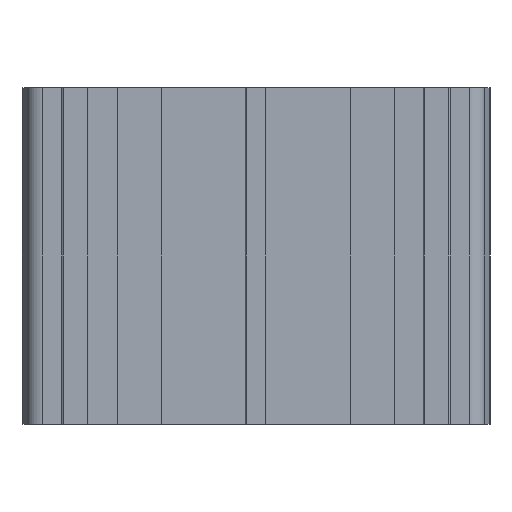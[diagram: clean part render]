
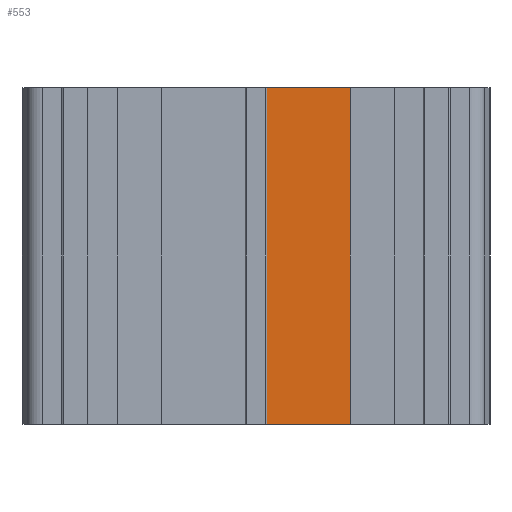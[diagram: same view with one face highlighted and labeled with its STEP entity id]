
A CAD part, front view. The second image highlights one B-rep face of the part: STEP entity #553.
In plain terms, the highlighted planar face has unit normal (0, -1, 0).
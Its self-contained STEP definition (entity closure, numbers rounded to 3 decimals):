
#553=ADVANCED_FACE('',(#1922),#1924,.T.);
#1922=FACE_BOUND('',#1923,.T.);
#1923=EDGE_LOOP('',(#3208,#3209,#3210,#3211));
#1924=PLANE('',#1925);
#1925=AXIS2_PLACEMENT_3D('',#1926,#1927,#1928);
#1926=CARTESIAN_POINT('',(0.95,2.95,0.));
#1927=DIRECTION('',(0.,-1.,0.));
#1928=DIRECTION('',(1.,0.,0.));
#3208=ORIENTED_EDGE('',*,*,#3691,.T.);
#3209=ORIENTED_EDGE('',*,*,#4013,.T.);
#3210=ORIENTED_EDGE('',*,*,#3908,.F.);
#3211=ORIENTED_EDGE('',*,*,#4014,.F.);
#3691=EDGE_CURVE('',#4224,#4222,#4225,.T.);
#3908=EDGE_CURVE('',#4656,#4658,#4659,.T.);
#4013=EDGE_CURVE('',#4222,#4658,#4816,.T.);
#4014=EDGE_CURVE('',#4224,#4656,#4817,.T.);
#4222=VERTEX_POINT('',#5148);
#4224=VERTEX_POINT('',#5152);
#4225=LINE('',#5153,#5154);
#4656=VERTEX_POINT('',#6121);
#4658=VERTEX_POINT('',#6126);
#4659=LINE('',#6127,#6128);
#4816=LINE('',#6519,#6520);
#4817=LINE('',#6522,#6523);
#5148=CARTESIAN_POINT('',(17.5,2.95,0.));
#5152=CARTESIAN_POINT('',(0.95,2.95,0.));
#5153=CARTESIAN_POINT('',(0.95,2.95,0.));
#5154=VECTOR('',#5155,1.);
#5155=DIRECTION('',(1.,0.,0.));
#6121=CARTESIAN_POINT('',(0.95,2.95,62.5));
#6126=CARTESIAN_POINT('',(17.5,2.95,62.5));
#6127=CARTESIAN_POINT('',(0.95,2.95,62.5));
#6128=VECTOR('',#6129,1.);
#6129=DIRECTION('',(1.,0.,0.));
#6519=CARTESIAN_POINT('',(17.5,2.95,0.));
#6520=VECTOR('',#6521,1.);
#6521=DIRECTION('',(0.,0.,1.));
#6522=CARTESIAN_POINT('',(0.95,2.95,0.));
#6523=VECTOR('',#6524,1.);
#6524=DIRECTION('',(0.,0.,1.));
